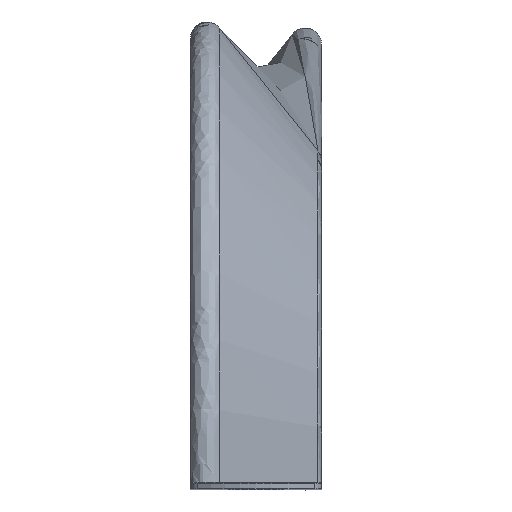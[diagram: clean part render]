
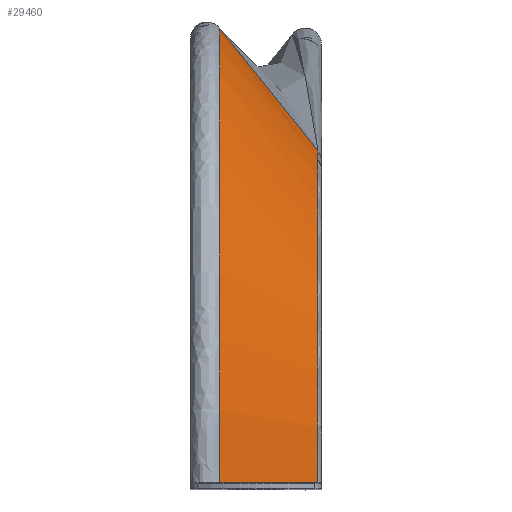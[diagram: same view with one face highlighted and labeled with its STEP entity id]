
A CAD part, top view. The second image highlights one B-rep face of the part: STEP entity #29460.
In plain terms, the highlighted conical face has half-angle 51.34 degrees and reference radius 20 mm.
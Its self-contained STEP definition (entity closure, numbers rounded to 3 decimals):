
#570=CARTESIAN_POINT('',(9.131,18.586,
0.));
#580=CARTESIAN_POINT('',(8.849,18.939,
0.));
#590=CARTESIAN_POINT('',(8.566,19.293,
0.));
#600=CARTESIAN_POINT('',(8.283,19.646,
0.));
#610=CARTESIAN_POINT('',(6.,22.5,0.));
#620=CARTESIAN_POINT('',(4.,25.,0.));
#630=CARTESIAN_POINT('',(2.,27.5,0.));
#640=CARTESIAN_POINT('',(-0.283,30.354,0.));
#650=CARTESIAN_POINT('',(-0.566,30.707,0.));
#660=CARTESIAN_POINT('',(-0.849,31.061,0.));
#670=CARTESIAN_POINT('',(-1.131,31.414,0.));
#680=B_SPLINE_CURVE_WITH_KNOTS('',4,(#570,#580,#590,#600,#610,#620,#630,
#640,#650,#660,#670),.UNSPECIFIED.,.F.,.F.,(5,3,3,5),(-0.141,
0.,1.,1.141),.UNSPECIFIED.);
#690=CARTESIAN_POINT('',(7.781,20.274,
0.));
#700=VERTEX_POINT('',#690);
#710=CARTESIAN_POINT('',(4.,25.,
0.));
#720=VERTEX_POINT('',#710);
#730=EDGE_CURVE('',#700,#720,#680,.T.);
#750=CARTESIAN_POINT('',(-1.131,31.414,0.));
#760=CARTESIAN_POINT('',(-0.849,31.061,0.));
#770=CARTESIAN_POINT('',(-0.566,30.707,0.));
#780=CARTESIAN_POINT('',(-0.283,30.354,0.));
#790=CARTESIAN_POINT('',(2.,27.5,0.));
#800=CARTESIAN_POINT('',(4.,25.,0.));
#810=CARTESIAN_POINT('',(6.,22.5,0.));
#820=CARTESIAN_POINT('',(8.283,19.646,
0.));
#830=CARTESIAN_POINT('',(8.566,19.293,
0.));
#840=CARTESIAN_POINT('',(8.849,18.939,
0.));
#850=CARTESIAN_POINT('',(9.131,18.586,
0.));
#860=B_SPLINE_CURVE_WITH_KNOTS('',4,(#750,#760,#770,#780,#790,#800,#810,
#820,#830,#840,#850),.UNSPECIFIED.,.F.,.F.,(5,3,3,5),(-0.141,
0.,1.,1.141),.UNSPECIFIED.);
#870=CARTESIAN_POINT('',(1.781,27.774,
0.));
#880=VERTEX_POINT('',#870);
#890=EDGE_CURVE('',#880,#720,#860,.T.);
#6310=CARTESIAN_POINT('',(1.781,0.,
27.774));
#6320=VERTEX_POINT('',#6310);
#6350=CARTESIAN_POINT('',(8.,0.,20.));
#6360=DIRECTION('',(-0.625,0.,0.781));
#6370=VECTOR('',#6360,1.);
#6380=LINE('',#6350,#6370);
#6390=CARTESIAN_POINT('',(7.781,0.,
20.274));
#6400=VERTEX_POINT('',#6390);
#6410=EDGE_CURVE('',#6400,#6320,#6380,.T.);
#28920=CARTESIAN_POINT('',(8.,0.,
0.));
#28930=DIRECTION('',(-1.,0.,0.));
#28940=DIRECTION('',(0.,1.,0.));
#28950=AXIS2_PLACEMENT_3D('',#28920,#28930,#28940);
#28960=CONICAL_SURFACE('',#28950,20.,0.896);
#28970=ORIENTED_EDGE('',*,*,#6410,.F.);
#28980=CARTESIAN_POINT('',(1.781,-1.,
27.756));
#28990=CARTESIAN_POINT('',(1.781,-0.667,
27.768));
#29000=CARTESIAN_POINT('',(1.781,-0.334,
27.774));
#29010=CARTESIAN_POINT('',(1.781,2.08,
27.774));
#29020=CARTESIAN_POINT('',(1.781,4.153,
27.54));
#29030=CARTESIAN_POINT('',(1.781,8.208,
26.615));
#29040=CARTESIAN_POINT('',(1.781,10.177,
25.926));
#29050=CARTESIAN_POINT('',(1.781,13.924,
24.121));
#29060=CARTESIAN_POINT('',(1.781,15.691,
23.011));
#29070=CARTESIAN_POINT('',(1.781,18.943,
20.418));
#29080=CARTESIAN_POINT('',(1.781,20.418,
18.943));
#29090=CARTESIAN_POINT('',(1.781,23.011,
15.691));
#29100=CARTESIAN_POINT('',(1.781,24.121,
13.924));
#29110=CARTESIAN_POINT('',(1.781,25.926,
10.177));
#29120=CARTESIAN_POINT('',(1.781,26.615,
8.208));
#29130=CARTESIAN_POINT('',(1.781,27.526,
4.215));
#29140=CARTESIAN_POINT('',(1.781,27.759,
2.206));
#29150=CARTESIAN_POINT('',(1.781,27.774,
0.128));
#29160=CARTESIAN_POINT('',(1.781,27.774,
0.064));
#29170=CARTESIAN_POINT('',(1.781,27.774,
0.));
#29180=B_SPLINE_CURVE_WITH_KNOTS('',3,(#28980,#28990,#29000,#29010,
#29020,#29030,#29040,#29050,#29060,#29070,#29080,#29090,#29100,#29110,
#29120,#29130,#29140,#29150,#29160,#29170),.UNSPECIFIED.,.F.,.F.,(4,2,2,
2,2,2,2,2,2,4),(4.676,4.712,4.937,
5.161,5.386,5.61,5.834,
6.059,6.276,6.283),.UNSPECIFIED.);
#29190=EDGE_CURVE('',#6320,#880,#29180,.T.);
#29200=ORIENTED_EDGE('',*,*,#29190,.F.);
#29210=ORIENTED_EDGE('',*,*,#890,.F.);
#29220=ORIENTED_EDGE('',*,*,#730,.T.);
#29230=CARTESIAN_POINT('',(7.781,-0.999,
20.249));
#29240=CARTESIAN_POINT('',(7.781,0.513,
20.324));
#29250=CARTESIAN_POINT('',(7.781,2.029,
20.229));
#29260=CARTESIAN_POINT('',(7.781,5.071,
19.693));
#29270=CARTESIAN_POINT('',(7.781,6.584,
19.239));
#29280=CARTESIAN_POINT('',(7.781,9.476,
17.992));
#29290=CARTESIAN_POINT('',(7.781,10.844,
17.202));
#29300=CARTESIAN_POINT('',(7.781,13.37,
15.322));
#29310=CARTESIAN_POINT('',(7.781,14.519,
14.238));
#29320=CARTESIAN_POINT('',(7.781,16.543,
11.826));
#29330=CARTESIAN_POINT('',(7.781,17.411,
10.506));
#29340=CARTESIAN_POINT('',(7.781,18.824,
7.692));
#29350=CARTESIAN_POINT('',(7.781,19.364,
6.207));
#29360=CARTESIAN_POINT('',(7.781,20.085,
3.165));
#29370=CARTESIAN_POINT('',(7.781,20.269,
1.619));
#29380=CARTESIAN_POINT('',(7.781,20.274,
0.044));
#29390=CARTESIAN_POINT('',(7.781,20.274,
0.022));
#29400=CARTESIAN_POINT('',(7.781,20.274,
0.));
#29410=B_SPLINE_CURVE_WITH_KNOTS('',3,(#29230,#29240,#29250,#29260,
#29270,#29280,#29290,#29300,#29310,#29320,#29330,#29340,#29350,#29360,
#29370,#29380,#29390,#29400),.UNSPECIFIED.,.F.,.F.,(4,2,2,2,2,2,2,2,4),(
4.663,4.887,5.12,5.352,
5.585,5.818,6.05,6.28,
6.283),.UNSPECIFIED.);
#29420=EDGE_CURVE('',#6400,#700,#29410,.T.);
#29430=ORIENTED_EDGE('',*,*,#29420,.T.);
#29440=EDGE_LOOP('',(#29430,#29220,#29210,#29200,#28970));
#29450=FACE_OUTER_BOUND('',#29440,.T.);
#29460=ADVANCED_FACE('',(#29450),#28960,.T.);
